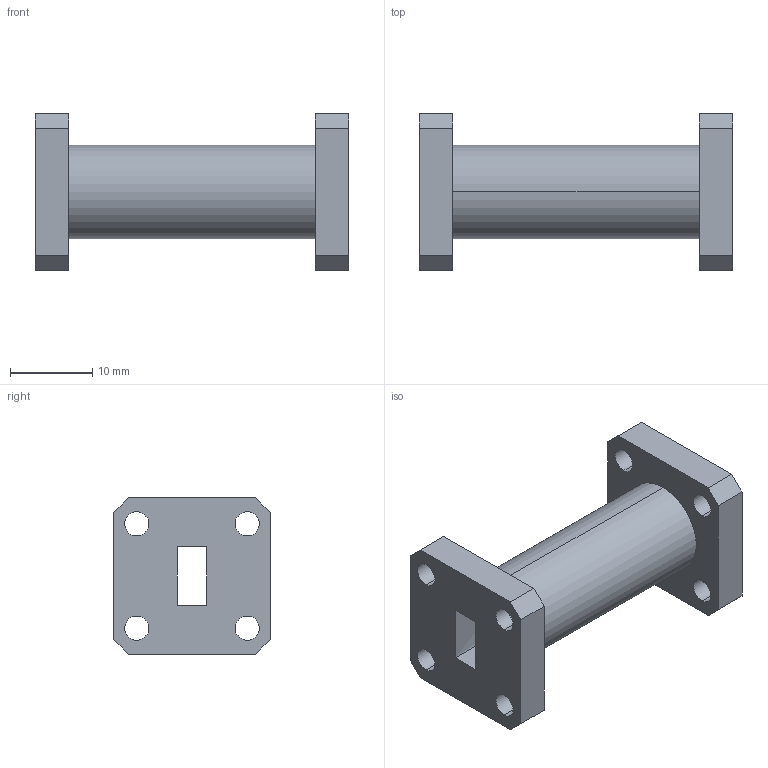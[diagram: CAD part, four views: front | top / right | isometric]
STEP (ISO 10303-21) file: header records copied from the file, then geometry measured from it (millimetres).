
FILE_DESCRIPTION (( 'STEP AP203' ), '1' );
FILE_NAME ('DMWT-28-301-C2.STEP', '2017-06-22T23:53:58', ( '' ), ( '' ), 'SwSTEP 2.0', 'SolidWorks 2013', '' );
FILE_SCHEMA (( 'CONFIG_CONTROL_DESIGN' ));
Length unit declared in the file: inch
Products named in the file (1): DMWT-28-301-C2
Bounding box: 38.1 x 19.05 x 19.05 mm (x, y, z)
Volume: 4332.2 mm3; surface area: 3862.4 mm2
Topology: 1 solids, 1 shells, 42 faces, 114 edges, 76 vertices
Faces by surface type: plane 20, cylinder 18, bspline 4
Entity records: 1549 total; most frequent: CARTESIAN_POINT 341, DIRECTION 232, ORIENTED_EDGE 228, EDGE_CURVE 114, AXIS2_PLACEMENT_3D 79, VERTEX_POINT 76, LINE 74, VECTOR 74
